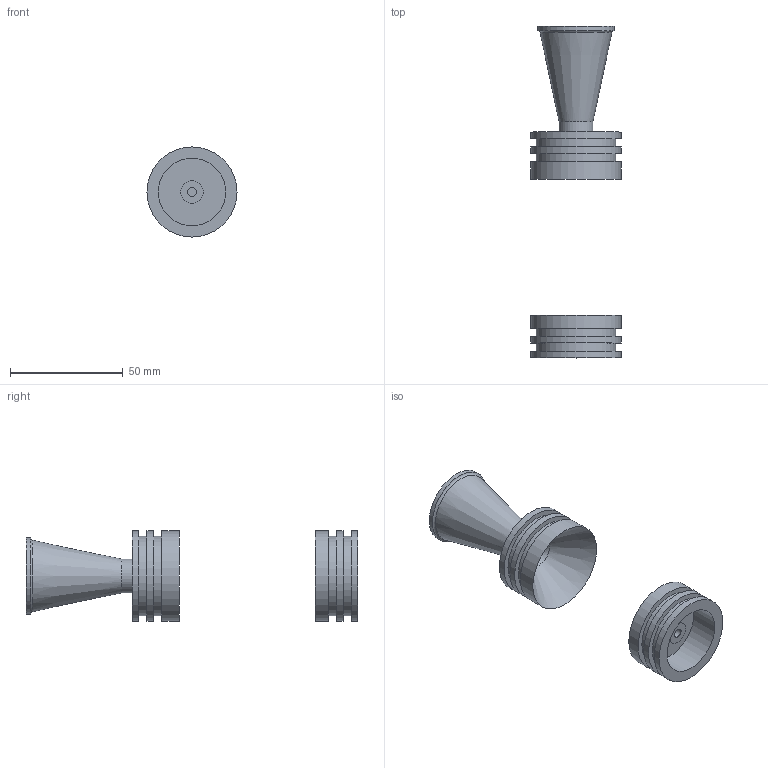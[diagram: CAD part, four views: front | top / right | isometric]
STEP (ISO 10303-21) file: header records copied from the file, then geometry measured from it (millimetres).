
FILE_DESCRIPTION(/* description */ (''),/* implementation_level */ '2;1');
FILE_NAME(/* name */ 'Moteur_simpl_40mm.step',/* time_stamp */ '2023-09-22T16:08:54+03:00',/* author */ (''),/* organization */ (''),/* preprocessor_version */ 'ST-DEVELOPER v20',/* originating_system */ 'Autodesk Translation Framework v12.9.0.99',/* authorisation */ '');
FILE_SCHEMA (('AUTOMOTIVE_DESIGN { 1 0 10303 214 3 1 1 }'));
Length unit declared in the file: millimetre
Products named in the file (2): Moteur; Moteur 2 simple
Assembly tree (1 placements, depth 2):
  Moteur
    Moteur 2 simple
Bounding box: 40 x 147.2 x 40 mm (x, y, z)
Volume: 32222.8 mm3; surface area: 20843.3 mm2
Topology: 2 solids, 2 shells, 35 faces, 58 edges, 38 vertices
Faces by surface type: plane 15, cylinder 15, cone 3, torus 2
Full cylindrical faces by diameter (mm): 4 x1, 10 x1, 15 x1, 30 x1, 34 x1, 35.2 x4, 40 x6
Entity records: 892 total; most frequent: DIRECTION 174, CARTESIAN_POINT 134, ORIENTED_EDGE 116, AXIS2_PLACEMENT_3D 78, EDGE_CURVE 58, EDGE_LOOP 48, CIRCLE 40, VERTEX_POINT 38
